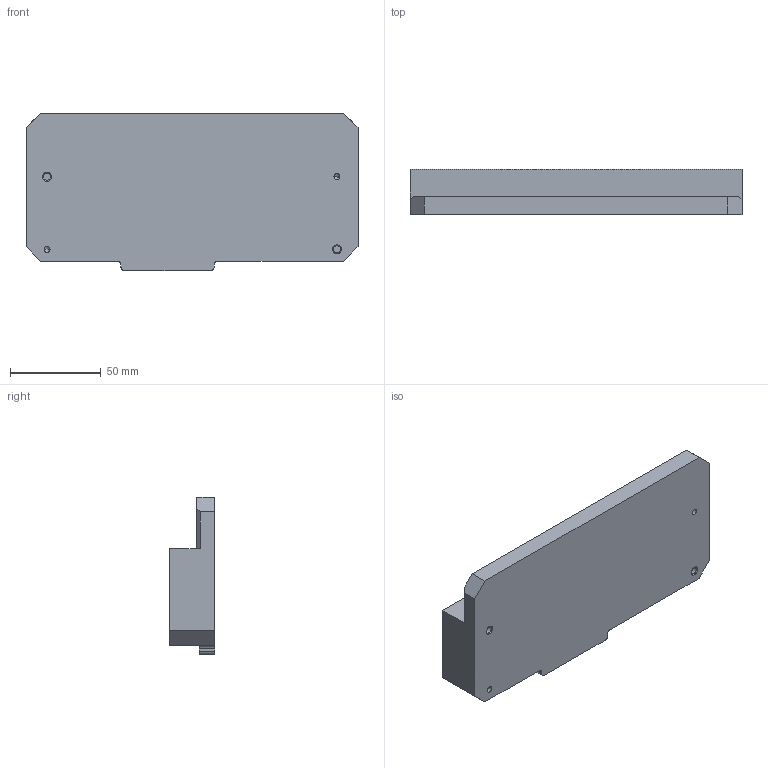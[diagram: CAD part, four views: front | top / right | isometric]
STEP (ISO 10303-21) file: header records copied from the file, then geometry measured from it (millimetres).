
FILE_DESCRIPTION((''),'2;1');
FILE_NAME('2324-002-SUPPORT','2023-04-11T10:12:44',('kgillet'),(''),'CREO PARAMETRIC BY PTC INC, 2021424','CREO PARAMETRIC BY PTC INC, 2021424','');
FILE_SCHEMA(('AUTOMOTIVE_DESIGN { 1 0 10303 214 1 1 1 1 }'));
Length unit declared in the file: millimetre
Products named in the file (1): 2324-002-SUPPORT
Bounding box: 183.2 x 25 x 86.9 mm (x, y, z)
Volume: 269055.8 mm3; surface area: 45581.1 mm2
Topology: 1 solids, 1 shells, 97 faces, 234 edges, 144 vertices
Faces by surface type: plane 43, cylinder 30, cone 24
Entity records: 3618 total; most frequent: DIRECTION 504, CARTESIAN_POINT 473, ORIENTED_EDGE 460, PRESENTATION_STYLE_ASSIGNMENT 231, STYLED_ITEM 231, CURVE_STYLE 230, EDGE_CURVE 230, AXIS2_PLACEMENT_3D 177
